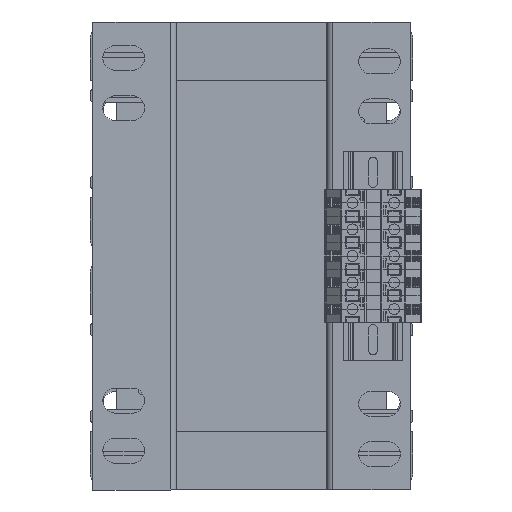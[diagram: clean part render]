
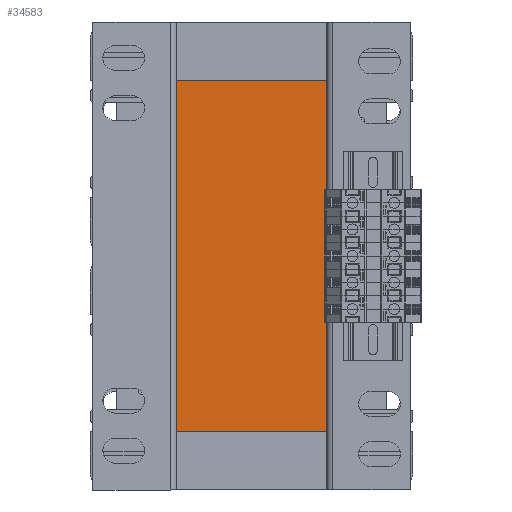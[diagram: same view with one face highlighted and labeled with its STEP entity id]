
A CAD part, left-side view. The second image highlights one B-rep face of the part: STEP entity #34583.
In plain terms, the highlighted planar face has unit normal (-1, 0, 0).
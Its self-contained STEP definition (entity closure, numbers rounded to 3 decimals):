
#4205=FACE_OUTER_BOUND('',#6169,.T.);
#6169=EDGE_LOOP('',(#23382,#23383,#23384,#23385));
#8195=LINE('',#50293,#11676);
#8203=LINE('',#50308,#11684);
#8204=LINE('',#50310,#11685);
#8205=LINE('',#50311,#11686);
#11676=VECTOR('',#40200,10.);
#11684=VECTOR('',#40212,10.);
#11685=VECTOR('',#40215,10.);
#11686=VECTOR('',#40216,10.);
#15157=VERTEX_POINT('',#50290);
#15158=VERTEX_POINT('',#50292);
#15162=VERTEX_POINT('',#50304);
#15163=VERTEX_POINT('',#50306);
#18320=EDGE_CURVE('',#15157,#15158,#8195,.T.);
#18328=EDGE_CURVE('',#15162,#15163,#8203,.T.);
#18329=EDGE_CURVE('',#15157,#15162,#8204,.T.);
#18330=EDGE_CURVE('',#15158,#15163,#8205,.T.);
#23382=ORIENTED_EDGE('',*,*,#18329,.T.);
#23383=ORIENTED_EDGE('',*,*,#18328,.T.);
#23384=ORIENTED_EDGE('',*,*,#18330,.F.);
#23385=ORIENTED_EDGE('',*,*,#18320,.F.);
#33431=PLANE('',#36860);
#34583=ADVANCED_FACE('',(#4205),#33431,.T.);
#36860=AXIS2_PLACEMENT_3D('',#50309,#40213,#40214);
#40200=DIRECTION('',(0.,1.,0.));
#40212=DIRECTION('',(0.,1.,0.));
#40213=DIRECTION('center_axis',(-1.,0.,0.));
#40214=DIRECTION('ref_axis',(0.,0.,1.));
#40215=DIRECTION('',(0.,0.,1.));
#40216=DIRECTION('',(0.,0.,1.));
#50290=CARTESIAN_POINT('',(-350.,0.,0.));
#50292=CARTESIAN_POINT('',(-350.,90.,0.));
#50293=CARTESIAN_POINT('',(-350.,0.,0.));
#50304=CARTESIAN_POINT('',(-350.,0.,210.));
#50306=CARTESIAN_POINT('',(-350.,90.,210.));
#50308=CARTESIAN_POINT('',(-350.,0.,210.));
#50309=CARTESIAN_POINT('Origin',(-350.,0.,0.));
#50310=CARTESIAN_POINT('',(-350.,0.,0.));
#50311=CARTESIAN_POINT('',(-350.,90.,0.));
